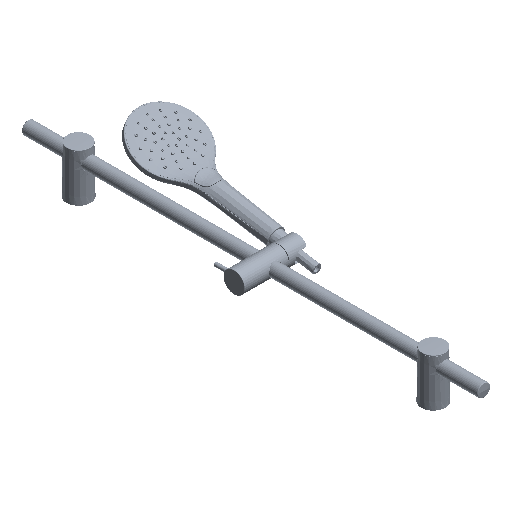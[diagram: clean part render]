
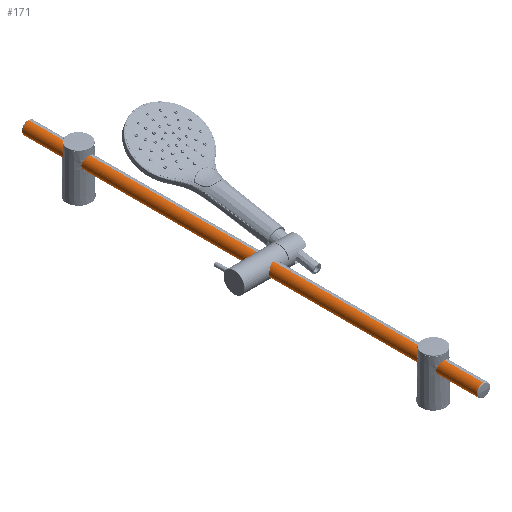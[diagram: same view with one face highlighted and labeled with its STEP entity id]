
A CAD part, isometric view. The second image highlights one B-rep face of the part: STEP entity #171.
In plain terms, the highlighted cylindrical face has radius 10.3 mm (diameter 20.6 mm), a partial arc.
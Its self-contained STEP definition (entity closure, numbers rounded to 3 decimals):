
#26=CARTESIAN_POINT('',(0.,0.,0.));
#27=DIRECTION('',(0.,1.,0.));
#28=DIRECTION('',(-1.,0.,0.));
#29=AXIS2_PLACEMENT_3D('',#26,#27,#28);
#50=DIRECTION('',(0.,-1.,0.));
#51=VECTOR('',#50,730.);
#52=CARTESIAN_POINT('',(-10.3,730.,0.));
#53=LINE('',#52,#51);
#57=DIRECTION('',(0.,-1.,0.));
#58=VECTOR('',#57,730.);
#59=CARTESIAN_POINT('',(10.3,730.,0.));
#60=LINE('',#59,#58);
#72=CARTESIAN_POINT('',(0.,730.,0.));
#73=DIRECTION('',(0.,-1.,0.));
#74=DIRECTION('',(1.,0.,0.));
#75=AXIS2_PLACEMENT_3D('',#72,#73,#74);
#110=CARTESIAN_POINT('',(10.3,0.,0.));
#111=CARTESIAN_POINT('',(-10.3,0.,0.));
#112=VERTEX_POINT('',#110);
#113=VERTEX_POINT('',#111);
#118=CARTESIAN_POINT('',(10.3,730.,0.));
#119=VERTEX_POINT('',#118);
#120=CARTESIAN_POINT('',(-10.3,730.,0.));
#121=VERTEX_POINT('',#120);
#159=CARTESIAN_POINT('',(0.,0.,0.));
#160=DIRECTION('',(0.,1.,0.));
#161=DIRECTION('',(1.,0.,0.));
#162=AXIS2_PLACEMENT_3D('',#159,#160,#161);
#163=CYLINDRICAL_SURFACE('',#162,10.3);
#164=ORIENTED_EDGE('',*,*,#133,.F.);
#165=ORIENTED_EDGE('',*,*,#154,.F.);
#167=ORIENTED_EDGE('',*,*,#166,.F.);
#168=ORIENTED_EDGE('',*,*,#150,.T.);
#169=EDGE_LOOP('',(#164,#165,#167,#168));
#170=FACE_OUTER_BOUND('',#169,.F.);
#171=ADVANCED_FACE('',(#170),#163,.T.);
#30=CIRCLE('',#29,10.3);
#76=CIRCLE('',#75,10.3);
#133=EDGE_CURVE('',#113,#112,#30,.T.);
#150=EDGE_CURVE('',#119,#112,#60,.T.);
#154=EDGE_CURVE('',#121,#113,#53,.T.);
#166=EDGE_CURVE('',#119,#121,#76,.T.);
